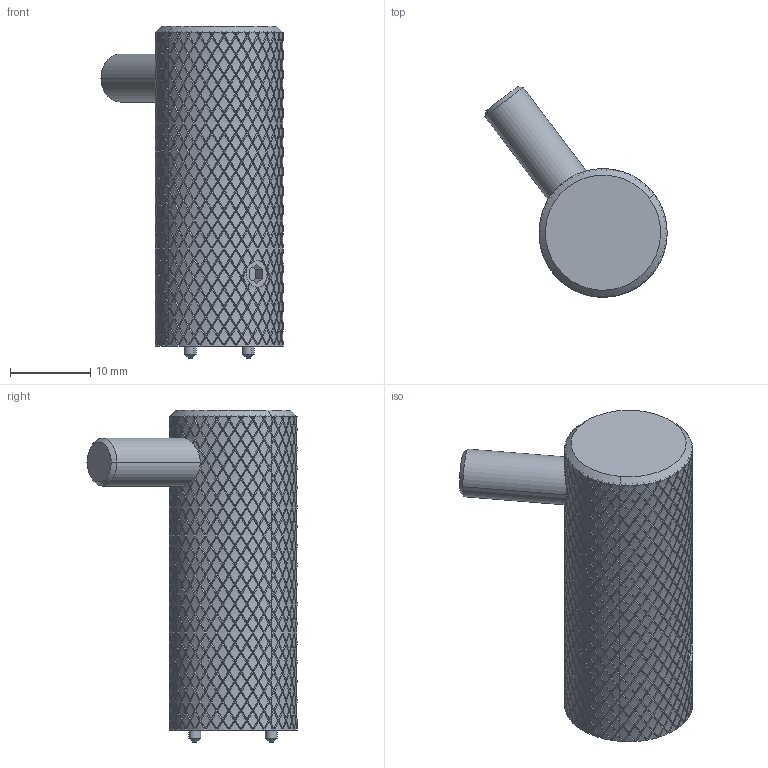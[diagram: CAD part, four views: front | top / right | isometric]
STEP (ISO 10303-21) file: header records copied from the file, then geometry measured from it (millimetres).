
FILE_DESCRIPTION(('Creo Elements/Direct Modeling STEP Export'),'2;1');
FILE_NAME('2462_graendelt.stp','2022-04-27T10:28:12',(''),(''),'Creo Elements/Direct Modeling STEP processor for AP214 (Solid Model)','Creo Elements/Direct Modeling 20.0 12-Nov-2016 (C) Parametric Technology GmbH','');
FILE_SCHEMA(('AUTOMOTIVE_DESIGN { 1 0 10303 214 1 1 1 1 }'));
Length unit declared in the file: millimetre
Products named in the file (9): Hakenstift; Haken; Stift; Stift.1; Haken_komp.1; D914M4X5S1.1; Anschraubteil.1; Haken_gesamt; AL-10592
Assembly tree (8 placements, depth 4):
  AL-10592
    Haken_gesamt
      Anschraubteil.1
      D914M4X5S1.1
      Haken_komp.1
        Stift.1
        Stift
        Haken
        Hakenstift
Bounding box: 22.76 x 26.25 x 41.5 mm (x, y, z)
Volume: 7815.3 mm3; surface area: 4815.8 mm2
Topology: 6 solids, 6 shells, 5553 faces, 11355 edges, 5814 vertices
Faces by surface type: bspline 4304, cylinder 1202, cone 26, plane 21
Entity records: 205131 total; most frequent: CARTESIAN_POINT 129591, ORIENTED_EDGE 22706, EDGE_CURVE 11353, B_SPLINE_CURVE_WITH_KNOTS 8830, SURFACE_CURVE 8830, VERTEX_POINT 5814, EDGE_LOOP 5559, FACE_OUTER_BOUND 5553
